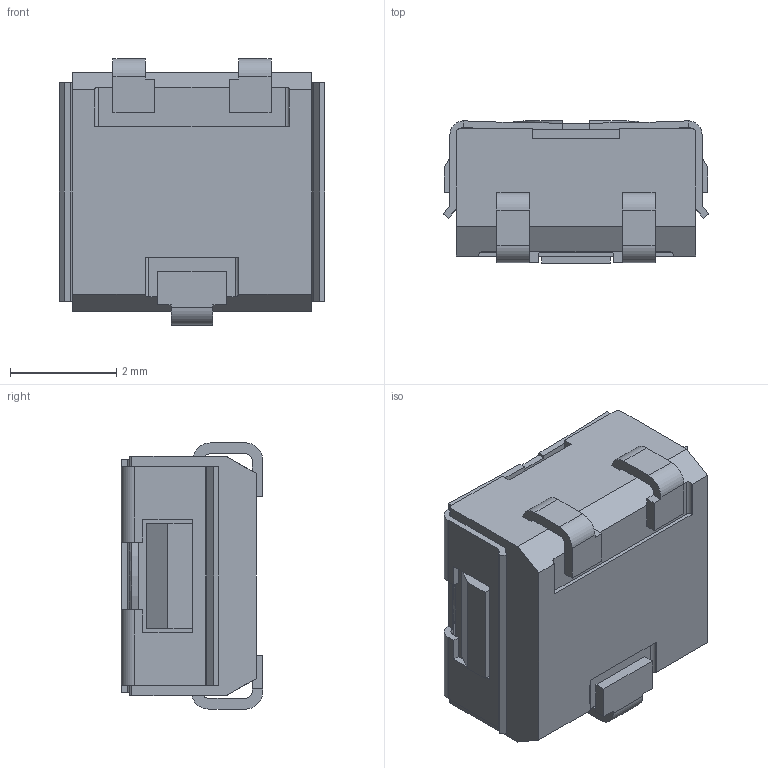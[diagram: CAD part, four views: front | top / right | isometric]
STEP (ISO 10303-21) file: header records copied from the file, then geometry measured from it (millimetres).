
FILE_DESCRIPTION((''),'2;1');
FILE_NAME('23A_SW0001','2012-02-20T',('BMozley'),(''),'PRO/ENGINEER BY PARAMETRIC TECHNOLOGY CORPORATION, 2011370','PRO/ENGINEER BY PARAMETRIC TECHNOLOGY CORPORATION, 2011370','');
FILE_SCHEMA(('CONFIG_CONTROL_DESIGN'));
Length unit declared in the file: inch
Products named in the file (1): 23A_SW0001
Bounding box: 4.99 x 2.67 x 5 mm (x, y, z)
Volume: 51.6 mm3; surface area: 122.8 mm2
Topology: 1 solids, 1 shells, 200 faces, 612 edges, 404 vertices
Faces by surface type: plane 149, cylinder 48, torus 2, cone 1
Entity records: 7075 total; most frequent: CARTESIAN_POINT 1478, ORIENTED_EDGE 1224, DIRECTION 1099, EDGE_CURVE 612, VECTOR 449, LINE 449, VERTEX_POINT 404, AXIS2_PLACEMENT_3D 325
